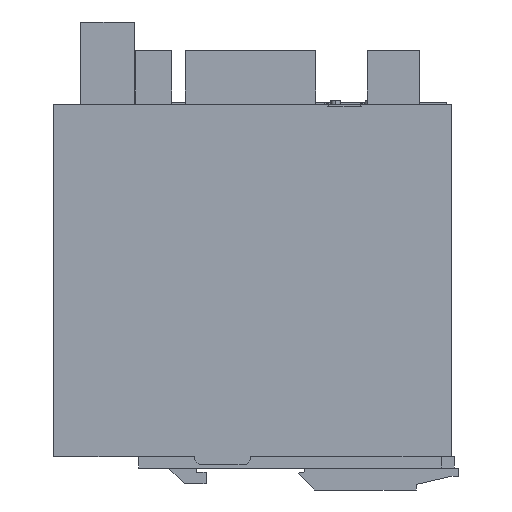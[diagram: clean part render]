
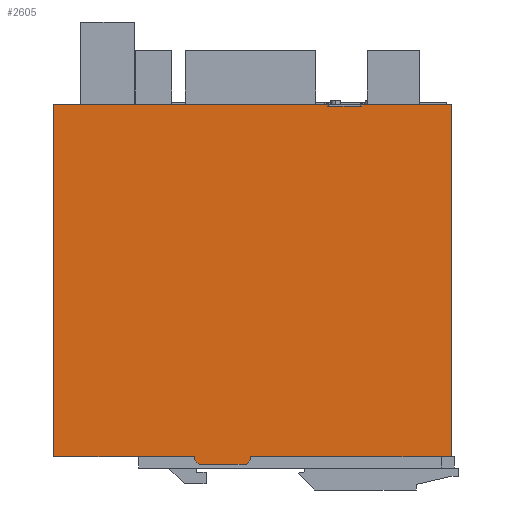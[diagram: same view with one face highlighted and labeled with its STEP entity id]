
A CAD part, left-side view. The second image highlights one B-rep face of the part: STEP entity #2605.
In plain terms, the highlighted planar face has unit normal (-1, 0, 0).
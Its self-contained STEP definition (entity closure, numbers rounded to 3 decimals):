
#249 = LINE ( 'NONE', #10153, #2146 ) ;
#423 = VECTOR ( 'NONE', #1588, 1000. ) ;
#634 = EDGE_CURVE ( 'NONE', #1210, #1641, #7641, .T. ) ;
#674 = VERTEX_POINT ( 'NONE', #19754 ) ;
#693 = CARTESIAN_POINT ( 'NONE',  ( -21., 18.5, -112.5 ) ) ;
#797 = CARTESIAN_POINT ( 'NONE',  ( -21., -63.5, -112.5 ) ) ;
#925 = CARTESIAN_POINT ( 'NONE',  ( -21., 63.5, 0. ) ) ;
#1011 = EDGE_CURVE ( 'NONE', #9737, #18905, #6240, .T. ) ;
#1210 = VERTEX_POINT ( 'NONE', #19822 ) ;
#1262 = DIRECTION ( 'NONE',  ( 0., 0., 1. ) ) ;
#1588 = DIRECTION ( 'NONE',  ( 0., 1., 0. ) ) ;
#1641 = VERTEX_POINT ( 'NONE', #13773 ) ;
#2146 = VECTOR ( 'NONE', #8150, 1000. ) ;
#2225 = VECTOR ( 'NONE', #4394, 1000. ) ;
#2304 = LINE ( 'NONE', #13799, #8850 ) ;
#2549 = ORIENTED_EDGE ( 'NONE', *, *, #12200, .T. ) ;
#2605 = ADVANCED_FACE ( 'NONE', ( #7590 ), #4751, .F. ) ;
#2624 = EDGE_CURVE ( 'NONE', #3385, #5002, #9601, .T. ) ;
#2676 = VERTEX_POINT ( 'NONE', #8321 ) ;
#2766 = ORIENTED_EDGE ( 'NONE', *, *, #12597, .T. ) ;
#2852 = CARTESIAN_POINT ( 'NONE',  ( -21., 0., 0. ) ) ;
#3385 = VERTEX_POINT ( 'NONE', #12577 ) ;
#3412 = CARTESIAN_POINT ( 'NONE',  ( -21., 18.5, -115. ) ) ;
#3452 = VECTOR ( 'NONE', #12525, 1000. ) ;
#3545 = CARTESIAN_POINT ( 'NONE',  ( -21., -63.5, -112.5 ) ) ;
#3651 = VECTOR ( 'NONE', #13741, 1000. ) ;
#4008 = EDGE_CURVE ( 'NONE', #19668, #674, #13699, .T. ) ;
#4143 = CARTESIAN_POINT ( 'NONE',  ( -21., -24.025, -0.6 ) ) ;
#4164 = CARTESIAN_POINT ( 'NONE',  ( -21., 0.5, -112.5 ) ) ;
#4177 = EDGE_CURVE ( 'NONE', #4964, #3385, #249, .T. ) ;
#4224 = ORIENTED_EDGE ( 'NONE', *, *, #20271, .T. ) ;
#4261 = EDGE_CURVE ( 'NONE', #9737, #16255, #17843, .T. ) ;
#4394 = DIRECTION ( 'NONE',  ( 0., 0., -1. ) ) ;
#4429 = DIRECTION ( 'NONE',  ( 1., 0., 0. ) ) ;
#4751 = PLANE ( 'NONE',  #13881 ) ;
#4964 = VERTEX_POINT ( 'NONE', #3545 ) ;
#5002 = VERTEX_POINT ( 'NONE', #19862 ) ;
#5043 = EDGE_CURVE ( 'NONE', #16255, #17420, #8801, .T. ) ;
#5208 = ORIENTED_EDGE ( 'NONE', *, *, #5043, .F. ) ;
#5389 = LINE ( 'NONE', #15401, #10664 ) ;
#5928 = CARTESIAN_POINT ( 'NONE',  ( -21., -34.875, -0.6 ) ) ;
#5946 = DIRECTION ( 'NONE',  ( 0., 1., 0. ) ) ;
#5972 = LINE ( 'NONE', #925, #2225 ) ;
#6240 = LINE ( 'NONE', #16051, #18856 ) ;
#6744 = VECTOR ( 'NONE', #17326, 1000. ) ;
#6746 = EDGE_CURVE ( 'NONE', #1210, #18905, #13193, .T. ) ;
#6854 = VECTOR ( 'NONE', #17950, 1000. ) ;
#6931 = VECTOR ( 'NONE', #15590, 1000. ) ;
#6965 = CARTESIAN_POINT ( 'NONE',  ( -21., 18.5, -115. ) ) ;
#7097 = LINE ( 'NONE', #5928, #3651 ) ;
#7161 = DIRECTION ( 'NONE',  ( 0., -1., 0. ) ) ;
#7231 = VECTOR ( 'NONE', #5946, 1000. ) ;
#7517 = ORIENTED_EDGE ( 'NONE', *, *, #4261, .F. ) ;
#7590 = FACE_OUTER_BOUND ( 'NONE', #11090, .T. ) ;
#7641 = LINE ( 'NONE', #12699, #6744 ) ;
#8150 = DIRECTION ( 'NONE',  ( 0., 0., 1. ) ) ;
#8321 = CARTESIAN_POINT ( 'NONE',  ( -21., 63.5, 0. ) ) ;
#8801 = LINE ( 'NONE', #797, #7231 ) ;
#8850 = VECTOR ( 'NONE', #12002, 1000. ) ;
#8964 = VERTEX_POINT ( 'NONE', #15052 ) ;
#9054 = VECTOR ( 'NONE', #14876, 1000. ) ;
#9105 = ORIENTED_EDGE ( 'NONE', *, *, #1011, .T. ) ;
#9380 = ORIENTED_EDGE ( 'NONE', *, *, #634, .T. ) ;
#9440 = ORIENTED_EDGE ( 'NONE', *, *, #4008, .F. ) ;
#9601 = LINE ( 'NONE', #2852, #423 ) ;
#9737 = VERTEX_POINT ( 'NONE', #13818 ) ;
#10153 = CARTESIAN_POINT ( 'NONE',  ( -21., -63.5, 0. ) ) ;
#10664 = VECTOR ( 'NONE', #1262, 1000. ) ;
#10956 = VERTEX_POINT ( 'NONE', #4164 ) ;
#11090 = EDGE_LOOP ( 'NONE', ( #14967, #9440, #4224, #2549, #2766, #5208, #7517, #9105, #14590, #9380, #15434, #19425, #20285, #14881 ) ) ;
#12002 = DIRECTION ( 'NONE',  ( 0., 1., 0. ) ) ;
#12200 = EDGE_CURVE ( 'NONE', #8964, #2676, #17269, .T. ) ;
#12525 = DIRECTION ( 'NONE',  ( 0., 0., 1. ) ) ;
#12577 = CARTESIAN_POINT ( 'NONE',  ( -21., -63.5, 0. ) ) ;
#12597 = EDGE_CURVE ( 'NONE', #2676, #17420, #5972, .T. ) ;
#12699 = CARTESIAN_POINT ( 'NONE',  ( -21., 2., -115. ) ) ;
#13193 = LINE ( 'NONE', #6965, #9054 ) ;
#13699 = LINE ( 'NONE', #15169, #13929 ) ;
#13741 = DIRECTION ( 'NONE',  ( 0., 0., 1. ) ) ;
#13773 = CARTESIAN_POINT ( 'NONE',  ( -21., 0.5, -113.5 ) ) ;
#13799 = CARTESIAN_POINT ( 'NONE',  ( -21., -63.5, -112.5 ) ) ;
#13818 = CARTESIAN_POINT ( 'NONE',  ( -21., 18.5, -113.5 ) ) ;
#13881 = AXIS2_PLACEMENT_3D ( 'NONE', #16028, #4429, #20543 ) ;
#13929 = VECTOR ( 'NONE', #7161, 1000. ) ;
#14213 = CARTESIAN_POINT ( 'NONE',  ( -21., -24.025, -0.6 ) ) ;
#14366 = DIRECTION ( 'NONE',  ( 0., -0.707, -0.707 ) ) ;
#14590 = ORIENTED_EDGE ( 'NONE', *, *, #6746, .F. ) ;
#14876 = DIRECTION ( 'NONE',  ( 0., 1., 0. ) ) ;
#14881 = ORIENTED_EDGE ( 'NONE', *, *, #2624, .T. ) ;
#14941 = EDGE_CURVE ( 'NONE', #1641, #10956, #5389, .T. ) ;
#14967 = ORIENTED_EDGE ( 'NONE', *, *, #16723, .F. ) ;
#15052 = CARTESIAN_POINT ( 'NONE',  ( -21., -24.025, 0. ) ) ;
#15169 = CARTESIAN_POINT ( 'NONE',  ( -21., 0., -0.6 ) ) ;
#15401 = CARTESIAN_POINT ( 'NONE',  ( -21., 0.5, -115. ) ) ;
#15434 = ORIENTED_EDGE ( 'NONE', *, *, #14941, .T. ) ;
#15590 = DIRECTION ( 'NONE',  ( 0., 1., 0. ) ) ;
#16028 = CARTESIAN_POINT ( 'NONE',  ( -21., 0., 0. ) ) ;
#16051 = CARTESIAN_POINT ( 'NONE',  ( -21., 17., -115. ) ) ;
#16255 = VERTEX_POINT ( 'NONE', #693 ) ;
#16723 = EDGE_CURVE ( 'NONE', #674, #5002, #7097, .T. ) ;
#17269 = LINE ( 'NONE', #18955, #6931 ) ;
#17326 = DIRECTION ( 'NONE',  ( 0., -0.707, 0.707 ) ) ;
#17420 = VERTEX_POINT ( 'NONE', #20854 ) ;
#17843 = LINE ( 'NONE', #3412, #6854 ) ;
#17883 = CARTESIAN_POINT ( 'NONE',  ( -21., 17., -115. ) ) ;
#17950 = DIRECTION ( 'NONE',  ( 0., 0., 1. ) ) ;
#18668 = EDGE_CURVE ( 'NONE', #4964, #10956, #2304, .T. ) ;
#18856 = VECTOR ( 'NONE', #14366, 1000. ) ;
#18905 = VERTEX_POINT ( 'NONE', #17883 ) ;
#18955 = CARTESIAN_POINT ( 'NONE',  ( -21., 0., 0. ) ) ;
#19425 = ORIENTED_EDGE ( 'NONE', *, *, #18668, .F. ) ;
#19668 = VERTEX_POINT ( 'NONE', #4143 ) ;
#19754 = CARTESIAN_POINT ( 'NONE',  ( -21., -34.875, -0.6 ) ) ;
#19822 = CARTESIAN_POINT ( 'NONE',  ( -21., 2., -115. ) ) ;
#19862 = CARTESIAN_POINT ( 'NONE',  ( -21., -34.875, 0. ) ) ;
#20271 = EDGE_CURVE ( 'NONE', #19668, #8964, #20637, .T. ) ;
#20285 = ORIENTED_EDGE ( 'NONE', *, *, #4177, .T. ) ;
#20543 = DIRECTION ( 'NONE',  ( 0., 0., -1. ) ) ;
#20637 = LINE ( 'NONE', #14213, #3452 ) ;
#20854 = CARTESIAN_POINT ( 'NONE',  ( -21., 63.5, -112.5 ) ) ;
